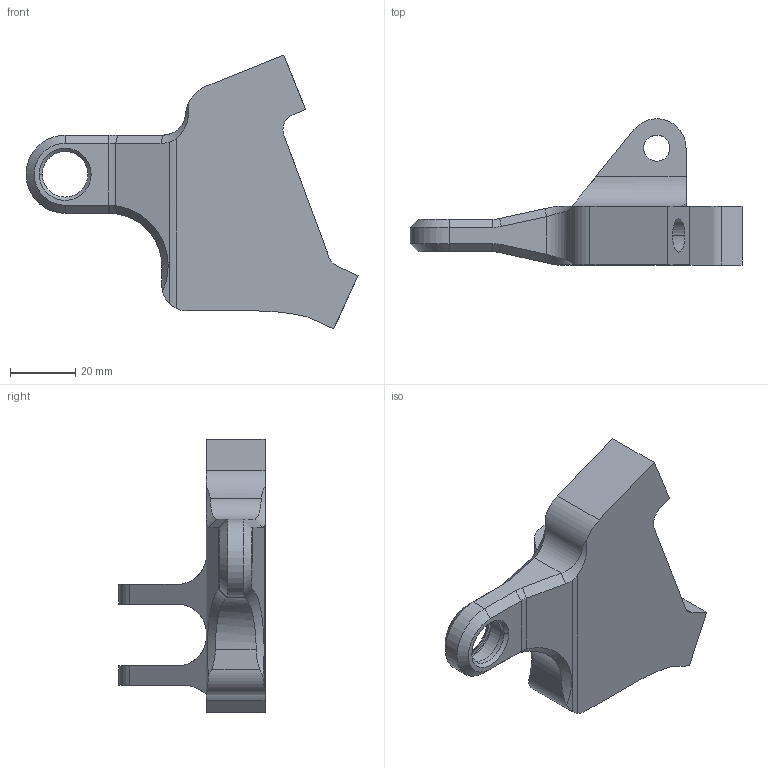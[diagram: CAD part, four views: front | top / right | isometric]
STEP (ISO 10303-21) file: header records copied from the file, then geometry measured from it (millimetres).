
FILE_DESCRIPTION (( 'STEP AP203' ), '1' );
FILE_NAME ('02-SU-RS-005_DOWN_HUB_END_WISHBONE_V4 droit STEP.STEP', '2020-10-09T12:01:24', ( '' ), ( '' ), 'SwSTEP 2.0', 'SolidWorks 2019', '' );
FILE_SCHEMA (( 'CONFIG_CONTROL_DESIGN' ));
Length unit declared in the file: millimetre
Products named in the file (1): 02-SU-RS-005_DOWN_HUB_END_WISHBONE_V4 droit STEP
Bounding box: 101.91 x 44.84 x 84.05 mm (x, y, z)
Volume: 72405.1 mm3; surface area: 17542.9 mm2
Topology: 1 solids, 1 shells, 89 faces, 226 edges, 140 vertices
Faces by surface type: cylinder 35, plane 34, cone 14, bspline 6
Entity records: 3261 total; most frequent: CARTESIAN_POINT 1091, ORIENTED_EDGE 444, DIRECTION 421, EDGE_CURVE 222, AXIS2_PLACEMENT_3D 152, VERTEX_POINT 140, LINE 117, VECTOR 117
